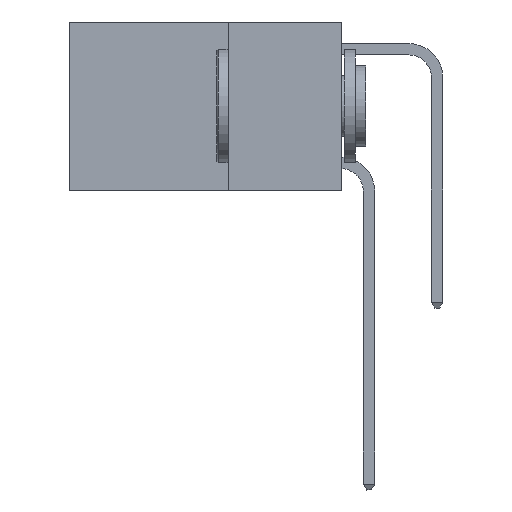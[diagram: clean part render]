
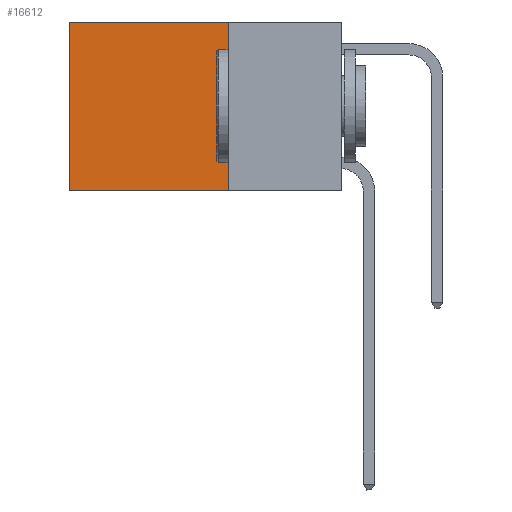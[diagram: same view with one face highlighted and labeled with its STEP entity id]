
A CAD part, left-side view. The second image highlights one B-rep face of the part: STEP entity #16612.
In plain terms, the highlighted planar face has unit normal (-1, 0, 0).
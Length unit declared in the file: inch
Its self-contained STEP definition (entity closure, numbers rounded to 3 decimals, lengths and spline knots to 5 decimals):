
#540 = LINE ( 'NONE', #16284, #21148 ) ;
#785 = VECTOR ( 'NONE', #2153, 39.37008 ) ;
#1131 = VERTEX_POINT ( 'NONE', #17552 ) ;
#1539 = ORIENTED_EDGE ( 'NONE', *, *, #7562, .T. ) ;
#1872 = DIRECTION ( 'NONE',  ( 0., 1., 0. ) ) ;
#2022 = ORIENTED_EDGE ( 'NONE', *, *, #19761, .F. ) ;
#2153 = DIRECTION ( 'NONE',  ( 0., 0., -1. ) ) ;
#2609 = VECTOR ( 'NONE', #4544, 39.37008 ) ;
#3184 = AXIS2_PLACEMENT_3D ( 'NONE', #12621, #3732, #17944 ) ;
#3732 = DIRECTION ( 'NONE',  ( 1., 0., 0. ) ) ;
#3860 = CARTESIAN_POINT ( 'NONE',  ( 0.2625, 0.25, 0. ) ) ;
#3908 = LINE ( 'NONE', #11005, #785 ) ;
#4288 = DIRECTION ( 'NONE',  ( 0., 0., -1. ) ) ;
#4544 = DIRECTION ( 'NONE',  ( 0., 1., 0. ) ) ;
#4774 = LINE ( 'NONE', #18780, #2609 ) ;
#5497 = PLANE ( 'NONE',  #3184 ) ;
#7236 = EDGE_CURVE ( 'NONE', #1131, #9101, #17844, .T. ) ;
#7561 = FACE_OUTER_BOUND ( 'NONE', #12027, .T. ) ;
#7562 = EDGE_CURVE ( 'NONE', #9101, #12892, #3908, .T. ) ;
#9101 = VERTEX_POINT ( 'NONE', #22198 ) ;
#11005 = CARTESIAN_POINT ( 'NONE',  ( 0.2625, 0.6, 0. ) ) ;
#12027 = EDGE_LOOP ( 'NONE', ( #1539, #18321, #2022, #17422 ) ) ;
#12064 = CARTESIAN_POINT ( 'NONE',  ( 0.2625, 0.6, -0.37 ) ) ;
#12621 = CARTESIAN_POINT ( 'NONE',  ( 0.2625, 0.25, 0. ) ) ;
#12892 = VERTEX_POINT ( 'NONE', #12064 ) ;
#16284 = CARTESIAN_POINT ( 'NONE',  ( 0.2625, 0.25, 0. ) ) ;
#16612 = ADVANCED_FACE ( 'NONE', ( #7561 ), #5497, .F. ) ;
#17422 = ORIENTED_EDGE ( 'NONE', *, *, #7236, .T. ) ;
#17552 = CARTESIAN_POINT ( 'NONE',  ( 0.2625, 0.25, 0. ) ) ;
#17647 = CARTESIAN_POINT ( 'NONE',  ( 0.2625, 0.25, -0.37 ) ) ;
#17844 = LINE ( 'NONE', #3860, #20486 ) ;
#17944 = DIRECTION ( 'NONE',  ( 0., 0., -1. ) ) ;
#18321 = ORIENTED_EDGE ( 'NONE', *, *, #21624, .F. ) ;
#18780 = CARTESIAN_POINT ( 'NONE',  ( 0.2625, 0.25, -0.37 ) ) ;
#19761 = EDGE_CURVE ( 'NONE', #1131, #20373, #540, .T. ) ;
#20373 = VERTEX_POINT ( 'NONE', #17647 ) ;
#20486 = VECTOR ( 'NONE', #1872, 39.37008 ) ;
#21148 = VECTOR ( 'NONE', #4288, 39.37008 ) ;
#21624 = EDGE_CURVE ( 'NONE', #20373, #12892, #4774, .T. ) ;
#22198 = CARTESIAN_POINT ( 'NONE',  ( 0.2625, 0.6, 0. ) ) ;
